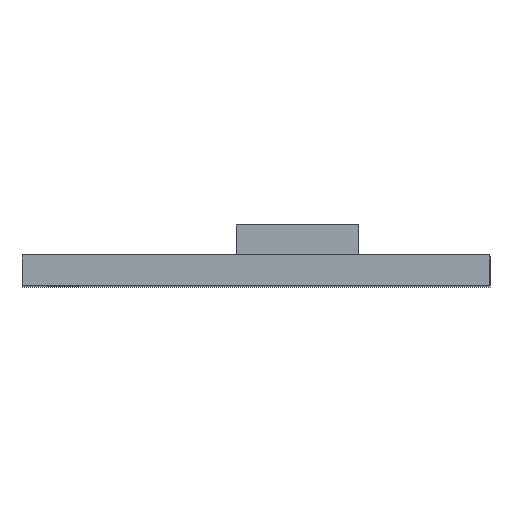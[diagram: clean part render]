
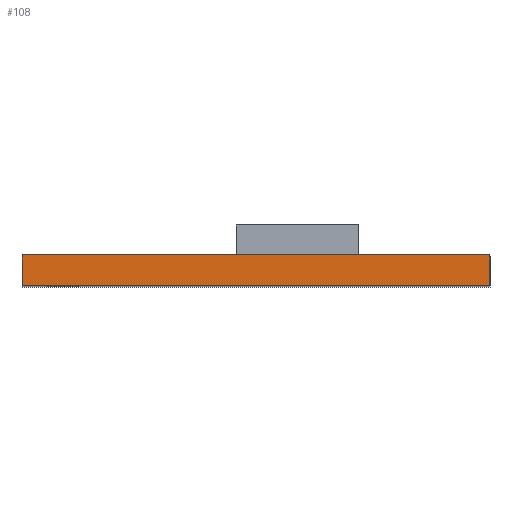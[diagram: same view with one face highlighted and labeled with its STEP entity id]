
A CAD part, top view. The second image highlights one B-rep face of the part: STEP entity #108.
In plain terms, the highlighted planar face has unit normal (0, 0, 1).
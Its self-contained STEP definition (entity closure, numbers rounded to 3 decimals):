
#41 = PLANE ( 'NONE',  #1218 ) ;
#85 = VERTEX_POINT ( 'NONE', #740 ) ;
#108 = ADVANCED_FACE ( 'NONE', ( #790 ), #41, .F. ) ;
#121 = CARTESIAN_POINT ( 'NONE',  ( -9., 0., 14. ) ) ;
#148 = LINE ( 'NONE', #121, #1287 ) ;
#187 = DIRECTION ( 'NONE',  ( 0., 0., -1. ) ) ;
#189 = CARTESIAN_POINT ( 'NONE',  ( -9., 1., 14. ) ) ;
#194 = VERTEX_POINT ( 'NONE', #733 ) ;
#231 = VECTOR ( 'NONE', #787, 1000. ) ;
#265 = EDGE_CURVE ( 'NONE', #194, #85, #148, .T. ) ;
#278 = CARTESIAN_POINT ( 'NONE',  ( -9., 1., 14. ) ) ;
#322 = EDGE_LOOP ( 'NONE', ( #1193, #895, #1026, #450 ) ) ;
#450 = ORIENTED_EDGE ( 'NONE', *, *, #1259, .T. ) ;
#471 = CARTESIAN_POINT ( 'NONE',  ( 6.3, 1., 14. ) ) ;
#489 = DIRECTION ( 'NONE',  ( 0., -1., 0. ) ) ;
#594 = LINE ( 'NONE', #1121, #915 ) ;
#729 = LINE ( 'NONE', #471, #1078 ) ;
#733 = CARTESIAN_POINT ( 'NONE',  ( -9., 0., 14. ) ) ;
#740 = CARTESIAN_POINT ( 'NONE',  ( 6.3, 0., 14. ) ) ;
#787 = DIRECTION ( 'NONE',  ( 1., 0., 0. ) ) ;
#790 = FACE_OUTER_BOUND ( 'NONE', #322, .T. ) ;
#840 = LINE ( 'NONE', #278, #231 ) ;
#848 = VERTEX_POINT ( 'NONE', #993 ) ;
#866 = EDGE_CURVE ( 'NONE', #1005, #85, #729, .T. ) ;
#895 = ORIENTED_EDGE ( 'NONE', *, *, #866, .F. ) ;
#909 = DIRECTION ( 'NONE',  ( -1., 0., 0. ) ) ;
#915 = VECTOR ( 'NONE', #1336, 1000. ) ;
#993 = CARTESIAN_POINT ( 'NONE',  ( -9., 1., 14. ) ) ;
#1005 = VERTEX_POINT ( 'NONE', #1230 ) ;
#1026 = ORIENTED_EDGE ( 'NONE', *, *, #1214, .F. ) ;
#1078 = VECTOR ( 'NONE', #489, 1000. ) ;
#1082 = DIRECTION ( 'NONE',  ( 1., 0., 0. ) ) ;
#1121 = CARTESIAN_POINT ( 'NONE',  ( -9., 1., 14. ) ) ;
#1193 = ORIENTED_EDGE ( 'NONE', *, *, #265, .T. ) ;
#1214 = EDGE_CURVE ( 'NONE', #848, #1005, #840, .T. ) ;
#1218 = AXIS2_PLACEMENT_3D ( 'NONE', #189, #187, #909 ) ;
#1230 = CARTESIAN_POINT ( 'NONE',  ( 6.3, 1., 14. ) ) ;
#1259 = EDGE_CURVE ( 'NONE', #848, #194, #594, .T. ) ;
#1287 = VECTOR ( 'NONE', #1082, 1000. ) ;
#1336 = DIRECTION ( 'NONE',  ( 0., -1., 0. ) ) ;
